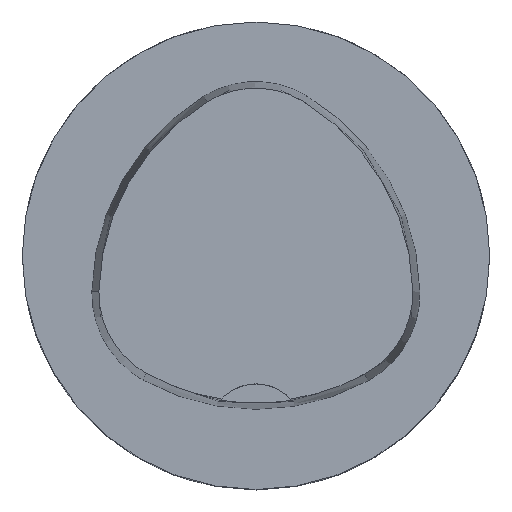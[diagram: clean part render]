
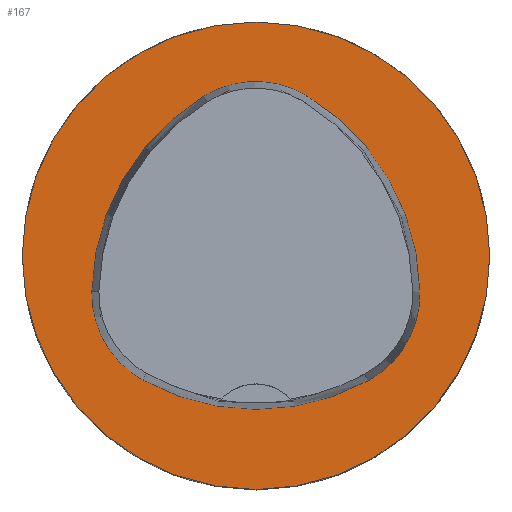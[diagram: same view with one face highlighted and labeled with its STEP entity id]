
A CAD part, top view. The second image highlights one B-rep face of the part: STEP entity #167.
In plain terms, the highlighted planar face has unit normal (0, 0, 1).
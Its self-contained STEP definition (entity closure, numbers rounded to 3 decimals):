
#38=PLANE('',#1041);
#167=ADVANCED_FACE('',(#206,#207),#38,.T.);
#206=FACE_BOUND('',#253,.T.);
#207=FACE_BOUND('',#254,.T.);
#253=EDGE_LOOP('',(#549,#550,#551,#552,#553,#554));
#254=EDGE_LOOP('',(#555));
#275=CIRCLE('',#951,20.);
#306=CIRCLE('',#1019,20.);
#308=CIRCLE('',#1022,8.5);
#310=CIRCLE('',#1025,20.);
#312=CIRCLE('',#1028,8.5);
#316=CIRCLE('',#1033,20.);
#318=CIRCLE('',#1036,8.5);
#549=ORIENTED_EDGE('',*,*,#797,.T.);
#550=ORIENTED_EDGE('',*,*,#777,.T.);
#551=ORIENTED_EDGE('',*,*,#781,.T.);
#552=ORIENTED_EDGE('',*,*,#784,.T.);
#553=ORIENTED_EDGE('',*,*,#787,.T.);
#554=ORIENTED_EDGE('',*,*,#795,.T.);
#555=ORIENTED_EDGE('',*,*,#708,.F.);
#621=VERTEX_POINT('',#1452);
#665=VERTEX_POINT('',#1633);
#666=VERTEX_POINT('',#1634);
#669=VERTEX_POINT('',#1642);
#671=VERTEX_POINT('',#1648);
#673=VERTEX_POINT('',#1654);
#680=VERTEX_POINT('',#1675);
#708=EDGE_CURVE('',#621,#621,#275,.T.);
#777=EDGE_CURVE('',#665,#666,#306,.T.);
#781=EDGE_CURVE('',#666,#669,#308,.T.);
#784=EDGE_CURVE('',#669,#671,#310,.T.);
#787=EDGE_CURVE('',#671,#673,#312,.T.);
#795=EDGE_CURVE('',#673,#680,#316,.T.);
#797=EDGE_CURVE('',#680,#665,#318,.T.);
#951=AXIS2_PLACEMENT_3D('',#1451,#1091,#1092);
#1019=AXIS2_PLACEMENT_3D('',#1632,#1252,#1253);
#1022=AXIS2_PLACEMENT_3D('',#1641,#1260,#1261);
#1025=AXIS2_PLACEMENT_3D('',#1647,#1267,#1268);
#1028=AXIS2_PLACEMENT_3D('',#1653,#1274,#1275);
#1033=AXIS2_PLACEMENT_3D('',#1676,#1286,#1287);
#1036=AXIS2_PLACEMENT_3D('',#1679,#1292,#1293);
#1041=AXIS2_PLACEMENT_3D('',#1684,#1302,#1303);
#1091=DIRECTION('',(0.,0.,-1.));
#1092=DIRECTION('',(-1.,0.,0.));
#1252=DIRECTION('',(0.,0.,-1.));
#1253=DIRECTION('',(-1.,0.,0.));
#1260=DIRECTION('',(0.,0.,-1.));
#1261=DIRECTION('',(-1.,0.,0.));
#1267=DIRECTION('',(0.,0.,-1.));
#1268=DIRECTION('',(-1.,0.,0.));
#1274=DIRECTION('',(0.,0.,-1.));
#1275=DIRECTION('',(-1.,0.,0.));
#1286=DIRECTION('',(0.,0.,-1.));
#1287=DIRECTION('',(-1.,0.,0.));
#1292=DIRECTION('',(0.,0.,-1.));
#1293=DIRECTION('',(-1.,0.,0.));
#1302=DIRECTION('',(0.,0.,1.));
#1303=DIRECTION('',(1.,0.,0.));
#1451=CARTESIAN_POINT('',(0.,0.,0.));
#1452=CARTESIAN_POINT('',(-20.,0.,0.));
#1632=CARTESIAN_POINT('',(5.955,-3.414,0.));
#1633=CARTESIAN_POINT('',(-14.041,-3.042,0.));
#1634=CARTESIAN_POINT('',(-4.472,13.653,0.));
#1641=CARTESIAN_POINT('',(-0.04,6.4,0.));
#1642=CARTESIAN_POINT('',(4.347,13.68,0.));
#1647=CARTESIAN_POINT('',(-5.976,-3.45,0.));
#1648=CARTESIAN_POINT('',(14.021,-3.075,0.));
#1653=CARTESIAN_POINT('',(5.522,-3.235,0.));
#1654=CARTESIAN_POINT('',(9.588,-10.699,0.));
#1675=CARTESIAN_POINT('',(-9.655,-10.639,0.));
#1676=CARTESIAN_POINT('',(0.022,6.864,0.));
#1679=CARTESIAN_POINT('',(-5.543,-3.2,0.));
#1684=CARTESIAN_POINT('',(0.,0.,0.));
